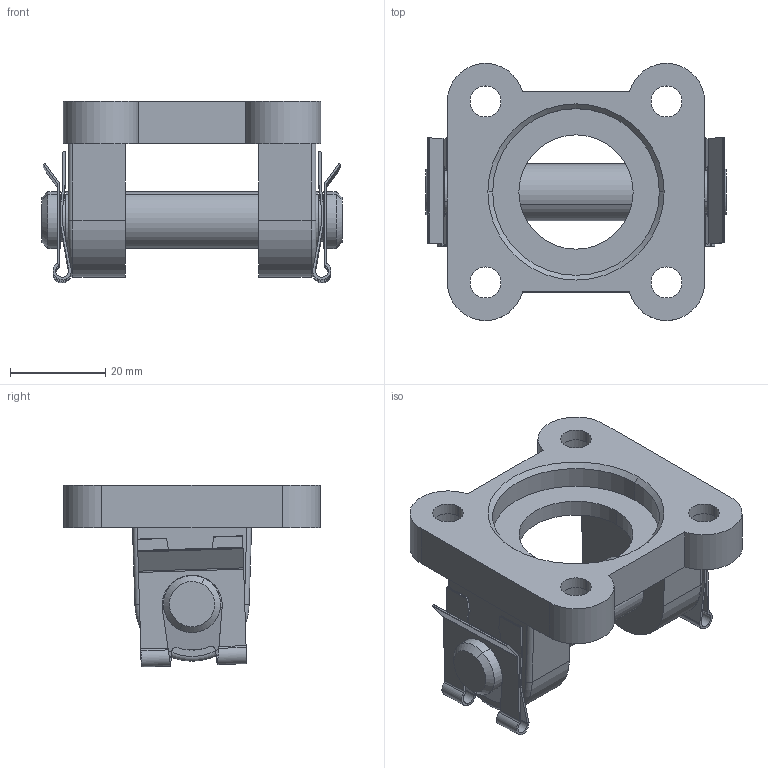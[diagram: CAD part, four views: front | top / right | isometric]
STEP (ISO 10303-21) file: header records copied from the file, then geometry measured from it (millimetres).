
FILE_DESCRIPTION (( 'STEP AP214' ), '1' );
FILE_NAME ('40 EB-SF.STEP', '2010-08-09T08:23:04', ( '' ), ( '' ), 'SwSTEP 2.0', 'SolidWorks 2010', '' );
FILE_SCHEMA (( 'AUTOMOTIVE_DESIGN' ));
Length unit declared in the file: millimetre
Products named in the file (4): 40  SWIVEL  FLANGE; 40  EB  P軲輄Varsay齦an; 40  KLÝPS; 40 EB-SF
Assembly tree (4 placements, depth 2):
  40 EB-SF
    40  KLÝPS  x2
    40  EB  P軲輄Varsay齦an
    40  SWIVEL  FLANGE
Bounding box: 63 x 53.99 x 38.2 mm (x, y, z)
Volume: 33326.3 mm3; surface area: 17575.3 mm2
Topology: 4 solids, 4 shells, 215 faces, 585 edges, 385 vertices
Faces by surface type: plane 103, cylinder 99, cone 10, torus 3
Entity records: 4795 total; most frequent: CARTESIAN_POINT 922, DIRECTION 797, ORIENTED_EDGE 774, EDGE_CURVE 387, AXIS2_PLACEMENT_3D 288, VERTEX_POINT 253, VECTOR 221, LINE 221
